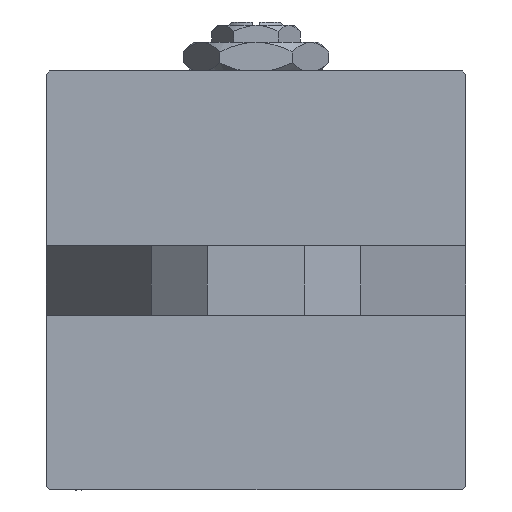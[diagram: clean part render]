
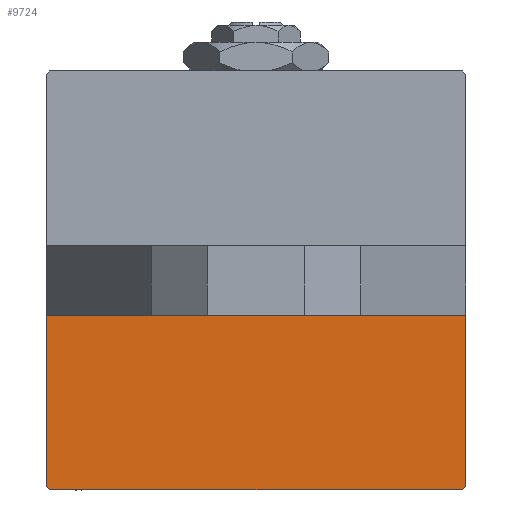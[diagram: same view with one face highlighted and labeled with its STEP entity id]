
A CAD part, left-side view. The second image highlights one B-rep face of the part: STEP entity #9724.
In plain terms, the highlighted planar face has unit normal (-1, 0, 0).
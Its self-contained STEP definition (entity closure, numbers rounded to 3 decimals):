
#341 = DIRECTION ( 'NONE',  ( -1., 0., 0. ) ) ;
#457 = CARTESIAN_POINT ( 'NONE',  ( 0., -30., 30. ) ) ;
#955 = VERTEX_POINT ( 'NONE', #38458 ) ;
#3598 = LINE ( 'NONE', #457, #32064 ) ;
#4644 = VERTEX_POINT ( 'NONE', #29867 ) ;
#7172 = DIRECTION ( 'NONE',  ( 0., -1., 0. ) ) ;
#7455 = CARTESIAN_POINT ( 'NONE',  ( 0., 30., 30. ) ) ;
#7583 = CARTESIAN_POINT ( 'NONE',  ( 0., 0., 0. ) ) ;
#9724 = ADVANCED_FACE ( 'NONE', ( #33203 ), #18464, .T. ) ;
#10014 = EDGE_CURVE ( 'NONE', #11317, #15798, #35240, .T. ) ;
#10109 = VERTEX_POINT ( 'NONE', #39326 ) ;
#11088 = LINE ( 'NONE', #7455, #15758 ) ;
#11317 = VERTEX_POINT ( 'NONE', #12672 ) ;
#11946 = CARTESIAN_POINT ( 'NONE',  ( 0., -5., 30. ) ) ;
#12187 = DIRECTION ( 'NONE',  ( 0., 0., -1. ) ) ;
#12635 = EDGE_CURVE ( 'NONE', #10109, #46825, #46663, .T. ) ;
#12672 = CARTESIAN_POINT ( 'NONE',  ( 0., -30., 29.5 ) ) ;
#13801 = EDGE_CURVE ( 'NONE', #955, #15798, #11088, .T. ) ;
#14757 = CARTESIAN_POINT ( 'NONE',  ( 0., -29.75, -29.75 ) ) ;
#15466 = DIRECTION ( 'NONE',  ( 0., -0.707, 0.707 ) ) ;
#15758 = VECTOR ( 'NONE', #22192, 1000. ) ;
#15798 = VERTEX_POINT ( 'NONE', #26230 ) ;
#16655 = EDGE_CURVE ( 'NONE', #11317, #46825, #3598, .T. ) ;
#16678 = CARTESIAN_POINT ( 'NONE',  ( 0., -30., -29.5 ) ) ;
#18091 = DIRECTION ( 'NONE',  ( 0., 0., -1. ) ) ;
#18221 = DIRECTION ( 'NONE',  ( 0., 0., 1. ) ) ;
#18464 = PLANE ( 'NONE',  #29511 ) ;
#18777 = CARTESIAN_POINT ( 'NONE',  ( 0., 30., -30. ) ) ;
#19911 = LINE ( 'NONE', #11946, #40089 ) ;
#20042 = ORIENTED_EDGE ( 'NONE', *, *, #13801, .F. ) ;
#22192 = DIRECTION ( 'NONE',  ( 0., -1., 0. ) ) ;
#22398 = LINE ( 'NONE', #18777, #33484 ) ;
#26056 = EDGE_CURVE ( 'NONE', #955, #4644, #19911, .T. ) ;
#26230 = CARTESIAN_POINT ( 'NONE',  ( 0., -29.5, 30. ) ) ;
#29511 = AXIS2_PLACEMENT_3D ( 'NONE', #7583, #341, #18221 ) ;
#29867 = CARTESIAN_POINT ( 'NONE',  ( 0., -5., -30. ) ) ;
#31593 = CARTESIAN_POINT ( 'NONE',  ( 0., -29.75, 29.75 ) ) ;
#32064 = VECTOR ( 'NONE', #18091, 1000. ) ;
#32299 = DIRECTION ( 'NONE',  ( 0., 0.707, 0.707 ) ) ;
#32351 = ORIENTED_EDGE ( 'NONE', *, *, #26056, .T. ) ;
#33203 = FACE_OUTER_BOUND ( 'NONE', #47545, .T. ) ;
#33484 = VECTOR ( 'NONE', #7172, 1000. ) ;
#35240 = LINE ( 'NONE', #31593, #40344 ) ;
#38078 = VECTOR ( 'NONE', #15466, 1000. ) ;
#38458 = CARTESIAN_POINT ( 'NONE',  ( 0., -5., 30. ) ) ;
#39326 = CARTESIAN_POINT ( 'NONE',  ( 0., -29.5, -30. ) ) ;
#39910 = EDGE_CURVE ( 'NONE', #4644, #10109, #22398, .T. ) ;
#40089 = VECTOR ( 'NONE', #12187, 1000. ) ;
#40344 = VECTOR ( 'NONE', #32299, 1000. ) ;
#40930 = ORIENTED_EDGE ( 'NONE', *, *, #10014, .T. ) ;
#42646 = ORIENTED_EDGE ( 'NONE', *, *, #39910, .T. ) ;
#44189 = ORIENTED_EDGE ( 'NONE', *, *, #12635, .T. ) ;
#46663 = LINE ( 'NONE', #14757, #38078 ) ;
#46825 = VERTEX_POINT ( 'NONE', #16678 ) ;
#47545 = EDGE_LOOP ( 'NONE', ( #20042, #32351, #42646, #44189, #47617, #40930 ) ) ;
#47617 = ORIENTED_EDGE ( 'NONE', *, *, #16655, .F. ) ;
